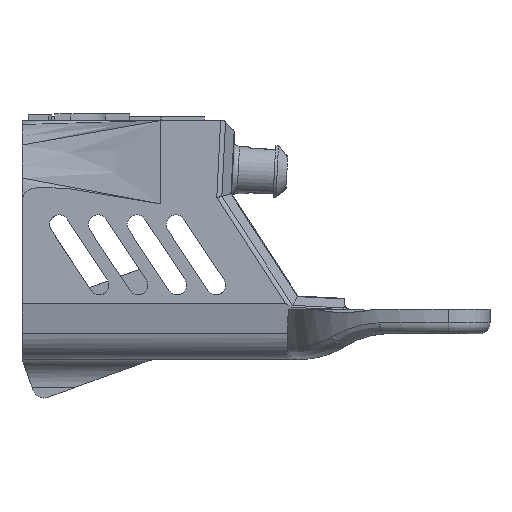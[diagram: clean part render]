
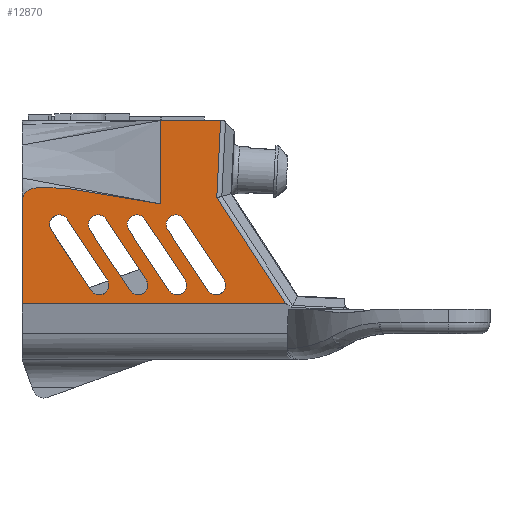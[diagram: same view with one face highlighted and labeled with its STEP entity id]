
A CAD part, front view. The second image highlights one B-rep face of the part: STEP entity #12870.
In plain terms, the highlighted planar face has unit normal (0, -1, 0).
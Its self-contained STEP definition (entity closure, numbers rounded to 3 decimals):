
#311=B_SPLINE_CURVE_WITH_KNOTS('',3,(#22459,#22460,#22461,#22462,#22463,
#22464,#22465,#22466,#22467,#22468,#22469,#22470,#22471,#22472,#22473,#22474),
 .UNSPECIFIED.,.F.,.F.,(4,2,2,2,2,2,2,4),(0.,0.804,1.937,
2.478,3.001,3.279,3.498,3.85),
 .UNSPECIFIED.);
#467=FACE_BOUND('',#1966,.T.);
#468=FACE_BOUND('',#1967,.T.);
#469=FACE_BOUND('',#1968,.T.);
#470=FACE_BOUND('',#1969,.T.);
#585=CIRCLE('',#13548,1.741);
#587=CIRCLE('',#13551,1.741);
#589=CIRCLE('',#13554,1.741);
#591=CIRCLE('',#13557,1.741);
#739=CIRCLE('',#13907,1.741);
#740=CIRCLE('',#13908,1.741);
#741=CIRCLE('',#13909,1.741);
#742=CIRCLE('',#13910,1.741);
#1199=FACE_OUTER_BOUND('',#1965,.T.);
#1965=EDGE_LOOP('',(#9769,#9770,#9771,#9772,#9773,#9774,#9775));
#1966=EDGE_LOOP('',(#9776,#9777,#9778,#9779));
#1967=EDGE_LOOP('',(#9780,#9781,#9782,#9783));
#1968=EDGE_LOOP('',(#9784,#9785,#9786,#9787));
#1969=EDGE_LOOP('',(#9788,#9789,#9790,#9791));
#2649=LINE('',#20393,#3968);
#2657=LINE('',#20429,#3976);
#2686=LINE('',#20719,#4005);
#2867=LINE('',#21293,#4186);
#2901=LINE('',#21696,#4220);
#3105=LINE('',#22458,#4424);
#3106=LINE('',#22476,#4425);
#3107=LINE('',#22479,#4426);
#3108=LINE('',#22481,#4427);
#3109=LINE('',#22484,#4428);
#3110=LINE('',#22486,#4429);
#3111=LINE('',#22489,#4430);
#3112=LINE('',#22491,#4431);
#3113=LINE('',#22494,#4432);
#3968=VECTOR('',#15056,1000.);
#3976=VECTOR('',#15090,1000.);
#4005=VECTOR('',#15185,1000.);
#4186=VECTOR('',#15388,1000.);
#4220=VECTOR('',#15542,1000.);
#4424=VECTOR('',#16038,1000.);
#4425=VECTOR('',#16039,1000.);
#4426=VECTOR('',#16042,1000.);
#4427=VECTOR('',#16043,1000.);
#4428=VECTOR('',#16046,1000.);
#4429=VECTOR('',#16047,1000.);
#4430=VECTOR('',#16050,1000.);
#4431=VECTOR('',#16051,1000.);
#4432=VECTOR('',#16054,1000.);
#5323=VERTEX_POINT('',#19473);
#5324=VERTEX_POINT('',#19475);
#5328=VERTEX_POINT('',#19497);
#5329=VERTEX_POINT('',#19499);
#5333=VERTEX_POINT('',#19521);
#5334=VERTEX_POINT('',#19523);
#5338=VERTEX_POINT('',#19545);
#5339=VERTEX_POINT('',#19547);
#5431=VERTEX_POINT('',#20390);
#5432=VERTEX_POINT('',#20392);
#5447=VERTEX_POINT('',#20427);
#5492=VERTEX_POINT('',#20717);
#5689=VERTEX_POINT('',#21290);
#5690=VERTEX_POINT('',#21292);
#5924=VERTEX_POINT('',#22457);
#5925=VERTEX_POINT('',#22475);
#5926=VERTEX_POINT('',#22477);
#5927=VERTEX_POINT('',#22480);
#5928=VERTEX_POINT('',#22482);
#5929=VERTEX_POINT('',#22485);
#5930=VERTEX_POINT('',#22487);
#5931=VERTEX_POINT('',#22490);
#5932=VERTEX_POINT('',#22492);
#6606=EDGE_CURVE('',#5323,#5324,#585,.T.);
#6611=EDGE_CURVE('',#5328,#5329,#587,.T.);
#6616=EDGE_CURVE('',#5333,#5334,#589,.T.);
#6621=EDGE_CURVE('',#5338,#5339,#591,.T.);
#6748=EDGE_CURVE('',#5431,#5432,#2649,.T.);
#6765=EDGE_CURVE('',#5447,#5431,#2657,.T.);
#6820=EDGE_CURVE('',#5492,#5447,#2686,.T.);
#7019=EDGE_CURVE('',#5689,#5690,#2867,.T.);
#7113=EDGE_CURVE('',#5689,#5432,#2901,.T.);
#7403=EDGE_CURVE('',#5492,#5924,#3105,.T.);
#7404=EDGE_CURVE('',#5924,#5690,#311,.T.);
#7405=EDGE_CURVE('',#5925,#5323,#3106,.T.);
#7406=EDGE_CURVE('',#5926,#5925,#739,.T.);
#7407=EDGE_CURVE('',#5926,#5324,#3107,.T.);
#7408=EDGE_CURVE('',#5927,#5328,#3108,.T.);
#7409=EDGE_CURVE('',#5928,#5927,#740,.T.);
#7410=EDGE_CURVE('',#5928,#5329,#3109,.T.);
#7411=EDGE_CURVE('',#5929,#5333,#3110,.T.);
#7412=EDGE_CURVE('',#5930,#5929,#741,.T.);
#7413=EDGE_CURVE('',#5930,#5334,#3111,.T.);
#7414=EDGE_CURVE('',#5931,#5338,#3112,.T.);
#7415=EDGE_CURVE('',#5932,#5931,#742,.T.);
#7416=EDGE_CURVE('',#5932,#5339,#3113,.T.);
#9769=ORIENTED_EDGE('',*,*,#7403,.T.);
#9770=ORIENTED_EDGE('',*,*,#7404,.T.);
#9771=ORIENTED_EDGE('',*,*,#7019,.F.);
#9772=ORIENTED_EDGE('',*,*,#7113,.T.);
#9773=ORIENTED_EDGE('',*,*,#6748,.F.);
#9774=ORIENTED_EDGE('',*,*,#6765,.F.);
#9775=ORIENTED_EDGE('',*,*,#6820,.F.);
#9776=ORIENTED_EDGE('',*,*,#7405,.F.);
#9777=ORIENTED_EDGE('',*,*,#7406,.F.);
#9778=ORIENTED_EDGE('',*,*,#7407,.T.);
#9779=ORIENTED_EDGE('',*,*,#6606,.F.);
#9780=ORIENTED_EDGE('',*,*,#7408,.F.);
#9781=ORIENTED_EDGE('',*,*,#7409,.F.);
#9782=ORIENTED_EDGE('',*,*,#7410,.T.);
#9783=ORIENTED_EDGE('',*,*,#6611,.F.);
#9784=ORIENTED_EDGE('',*,*,#7411,.F.);
#9785=ORIENTED_EDGE('',*,*,#7412,.F.);
#9786=ORIENTED_EDGE('',*,*,#7413,.T.);
#9787=ORIENTED_EDGE('',*,*,#6616,.F.);
#9788=ORIENTED_EDGE('',*,*,#7414,.F.);
#9789=ORIENTED_EDGE('',*,*,#7415,.F.);
#9790=ORIENTED_EDGE('',*,*,#7416,.T.);
#9791=ORIENTED_EDGE('',*,*,#6621,.F.);
#12325=PLANE('',#13906);
#12870=ADVANCED_FACE('',(#1199,#467,#468,#469,#470),#12325,.F.);
#13548=AXIS2_PLACEMENT_3D('',#19476,#14805,#14806);
#13551=AXIS2_PLACEMENT_3D('',#19500,#14813,#14814);
#13554=AXIS2_PLACEMENT_3D('',#19524,#14821,#14822);
#13557=AXIS2_PLACEMENT_3D('',#19548,#14829,#14830);
#13906=AXIS2_PLACEMENT_3D('',#22456,#16036,#16037);
#13907=AXIS2_PLACEMENT_3D('',#22478,#16040,#16041);
#13908=AXIS2_PLACEMENT_3D('',#22483,#16044,#16045);
#13909=AXIS2_PLACEMENT_3D('',#22488,#16048,#16049);
#13910=AXIS2_PLACEMENT_3D('',#22493,#16052,#16053);
#14805=DIRECTION('center_axis',(0.,-1.,0.));
#14806=DIRECTION('ref_axis',(0.,0.,-1.));
#14813=DIRECTION('center_axis',(0.,-1.,0.));
#14814=DIRECTION('ref_axis',(0.,0.,-1.));
#14821=DIRECTION('center_axis',(0.,-1.,0.));
#14822=DIRECTION('ref_axis',(0.,0.,-1.));
#14829=DIRECTION('center_axis',(0.,-1.,0.));
#14830=DIRECTION('ref_axis',(0.,0.,-1.));
#15056=DIRECTION('',(0.544,0.,-0.839));
#15090=DIRECTION('',(-0.05,0.,-0.999));
#15185=DIRECTION('',(1.,0.,0.));
#15388=DIRECTION('',(0.,0.,1.));
#15542=DIRECTION('',(1.,0.,0.));
#16036=DIRECTION('center_axis',(0.,1.,0.));
#16037=DIRECTION('ref_axis',(1.,0.,0.));
#16038=DIRECTION('',(0.,0.,-1.));
#16039=DIRECTION('',(0.552,0.,-0.834));
#16040=DIRECTION('center_axis',(0.,-1.,0.));
#16041=DIRECTION('ref_axis',(0.,0.,-1.));
#16042=DIRECTION('',(0.552,0.,-0.834));
#16043=DIRECTION('',(0.552,0.,-0.834));
#16044=DIRECTION('center_axis',(0.,-1.,0.));
#16045=DIRECTION('ref_axis',(0.,0.,-1.));
#16046=DIRECTION('',(0.552,0.,-0.834));
#16047=DIRECTION('',(0.552,0.,-0.834));
#16048=DIRECTION('center_axis',(0.,-1.,0.));
#16049=DIRECTION('ref_axis',(0.,0.,-1.));
#16050=DIRECTION('',(0.552,0.,-0.834));
#16051=DIRECTION('',(0.552,0.,-0.834));
#16052=DIRECTION('center_axis',(0.,-1.,0.));
#16053=DIRECTION('ref_axis',(0.,0.,-1.));
#16054=DIRECTION('',(0.552,0.,-0.834));
#19473=CARTESIAN_POINT('',(1.441,0.,-7.61));
#19475=CARTESIAN_POINT('',(4.346,0.,-5.689));
#19476=CARTESIAN_POINT('Origin',(2.893,0.,-6.65));
#19497=CARTESIAN_POINT('',(-5.559,0.,-7.61));
#19499=CARTESIAN_POINT('',(-2.654,0.,-5.689));
#19500=CARTESIAN_POINT('Origin',(-4.107,0.,-6.65));
#19521=CARTESIAN_POINT('',(8.441,0.,-7.61));
#19523=CARTESIAN_POINT('',(11.346,0.,-5.689));
#19524=CARTESIAN_POINT('Origin',(9.893,0.,-6.65));
#19545=CARTESIAN_POINT('',(-12.559,0.,-7.61));
#19547=CARTESIAN_POINT('',(-9.654,0.,-5.689));
#19548=CARTESIAN_POINT('Origin',(-11.107,0.,-6.65));
#20390=CARTESIAN_POINT('',(10.042,0.,9.102));
#20392=CARTESIAN_POINT('',(22.432,0.,-10.));
#20393=CARTESIAN_POINT('',(10.53,0.,8.35));
#20427=CARTESIAN_POINT('',(10.74,0.,23.));
#20429=CARTESIAN_POINT('',(9.914,0.,6.545));
#20717=CARTESIAN_POINT('',(0.,0.,23.));
#20719=CARTESIAN_POINT('',(-25.,0.,23.));
#21290=CARTESIAN_POINT('',(-25.,0.,-10.));
#21292=CARTESIAN_POINT('',(-25.,0.,8.));
#21293=CARTESIAN_POINT('',(-25.,0.,-20.));
#21696=CARTESIAN_POINT('',(-12.5,0.,-10.));
#22456=CARTESIAN_POINT('Origin',(0.,0.,1.5));
#22457=CARTESIAN_POINT('',(0.,0.,8.002));
#22458=CARTESIAN_POINT('',(0.,0.,12.126));
#22459=CARTESIAN_POINT('Ctrl Pts',(0.,0.,
8.002));
#22460=CARTESIAN_POINT('Ctrl Pts',(-2.636,0.,
8.49));
#22461=CARTESIAN_POINT('Ctrl Pts',(-5.557,0.,
9.021));
#22462=CARTESIAN_POINT('Ctrl Pts',(-12.011,0.,
10.123));
#22463=CARTESIAN_POINT('Ctrl Pts',(-15.497,0.,
10.66));
#22464=CARTESIAN_POINT('Ctrl Pts',(-19.342,0.,
11.003));
#22465=CARTESIAN_POINT('Ctrl Pts',(-20.486,0.,
11.056));
#22466=CARTESIAN_POINT('Ctrl Pts',(-22.396,0.,
10.951));
#22467=CARTESIAN_POINT('Ctrl Pts',(-23.106,0.,
10.803));
#22468=CARTESIAN_POINT('Ctrl Pts',(-23.922,0.,
10.414));
#22469=CARTESIAN_POINT('Ctrl Pts',(-24.177,0.,
10.237));
#22470=CARTESIAN_POINT('Ctrl Pts',(-24.552,0.,
9.818));
#22471=CARTESIAN_POINT('Ctrl Pts',(-24.677,0.,
9.61));
#22472=CARTESIAN_POINT('Ctrl Pts',(-24.921,0.,
9.013));
#22473=CARTESIAN_POINT('Ctrl Pts',(-25.,0.,8.561));
#22474=CARTESIAN_POINT('Ctrl Pts',(-25.,0.,8.));
#22475=CARTESIAN_POINT('',(-5.782,0.,3.314));
#22476=CARTESIAN_POINT('',(-5.782,0.,3.314));
#22477=CARTESIAN_POINT('',(-2.878,0.,5.234));
#22478=CARTESIAN_POINT('Origin',(-4.33,0.,4.274));
#22479=CARTESIAN_POINT('',(-2.878,0.,5.234));
#22480=CARTESIAN_POINT('',(-12.782,0.,3.314));
#22481=CARTESIAN_POINT('',(-12.782,0.,3.314));
#22482=CARTESIAN_POINT('',(-9.878,0.,5.234));
#22483=CARTESIAN_POINT('Origin',(-11.33,0.,4.274));
#22484=CARTESIAN_POINT('',(-9.878,0.,5.234));
#22485=CARTESIAN_POINT('',(1.218,0.,3.314));
#22486=CARTESIAN_POINT('',(1.218,0.,3.314));
#22487=CARTESIAN_POINT('',(4.122,0.,5.234));
#22488=CARTESIAN_POINT('Origin',(2.67,0.,4.274));
#22489=CARTESIAN_POINT('',(4.122,0.,5.234));
#22490=CARTESIAN_POINT('',(-19.782,0.,3.314));
#22491=CARTESIAN_POINT('',(-19.782,0.,3.314));
#22492=CARTESIAN_POINT('',(-16.878,0.,5.234));
#22493=CARTESIAN_POINT('Origin',(-18.33,0.,4.274));
#22494=CARTESIAN_POINT('',(-16.878,0.,5.234));
